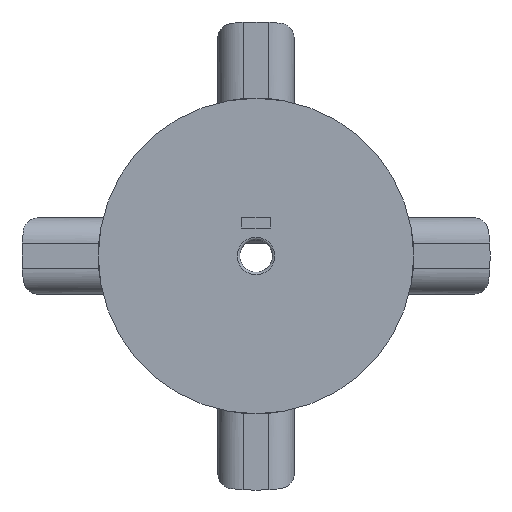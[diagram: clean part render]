
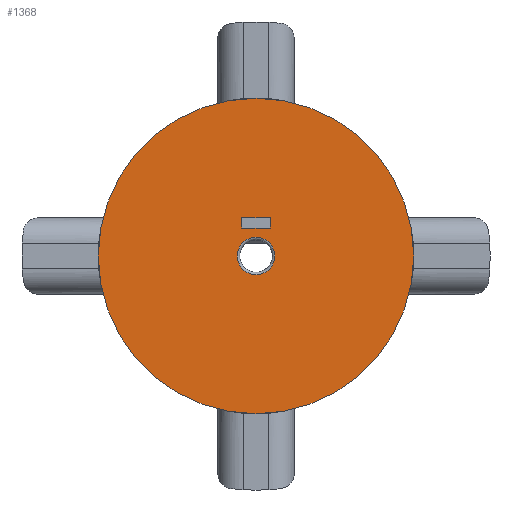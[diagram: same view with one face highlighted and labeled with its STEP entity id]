
A CAD part, front view. The second image highlights one B-rep face of the part: STEP entity #1368.
In plain terms, the highlighted planar face has unit normal (0, -1, 0).
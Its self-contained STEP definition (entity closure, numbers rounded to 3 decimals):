
#56=FACE_BOUND('',#466,.T.);
#57=FACE_BOUND('',#467,.T.);
#64=PLANE('',#1476);
#108=LINE('',#2026,#226);
#109=LINE('',#2028,#227);
#110=LINE('',#2030,#228);
#111=LINE('',#2031,#229);
#226=VECTOR('',#1633,10.);
#227=VECTOR('',#1634,10.);
#228=VECTOR('',#1635,10.);
#229=VECTOR('',#1636,10.);
#384=FACE_OUTER_BOUND('',#465,.T.);
#465=EDGE_LOOP('',(#967));
#466=EDGE_LOOP('',(#968,#969,#970,#971));
#467=EDGE_LOOP('',(#972));
#554=CIRCLE('',#1468,3.7);
#559=CIRCLE('',#1477,31.);
#608=VERTEX_POINT('',#2001);
#616=VERTEX_POINT('',#2022);
#617=VERTEX_POINT('',#2024);
#618=VERTEX_POINT('',#2025);
#619=VERTEX_POINT('',#2027);
#620=VERTEX_POINT('',#2029);
#746=EDGE_CURVE('',#608,#608,#554,.T.);
#756=EDGE_CURVE('',#616,#616,#559,.T.);
#757=EDGE_CURVE('',#617,#618,#108,.T.);
#758=EDGE_CURVE('',#618,#619,#109,.T.);
#759=EDGE_CURVE('',#619,#620,#110,.T.);
#760=EDGE_CURVE('',#620,#617,#111,.T.);
#967=ORIENTED_EDGE('',*,*,#756,.F.);
#968=ORIENTED_EDGE('',*,*,#757,.T.);
#969=ORIENTED_EDGE('',*,*,#758,.T.);
#970=ORIENTED_EDGE('',*,*,#759,.T.);
#971=ORIENTED_EDGE('',*,*,#760,.T.);
#972=ORIENTED_EDGE('',*,*,#746,.F.);
#1368=ADVANCED_FACE('',(#384,#56,#57),#64,.F.);
#1468=AXIS2_PLACEMENT_3D('',#2003,#1610,#1611);
#1476=AXIS2_PLACEMENT_3D('',#2021,#1629,#1630);
#1477=AXIS2_PLACEMENT_3D('',#2023,#1631,#1632);
#1610=DIRECTION('center_axis',(0.,-1.,0.));
#1611=DIRECTION('ref_axis',(0.624,0.,-0.781));
#1629=DIRECTION('center_axis',(0.,1.,0.));
#1630=DIRECTION('ref_axis',(-1.,0.,0.));
#1631=DIRECTION('center_axis',(0.,1.,0.));
#1632=DIRECTION('ref_axis',(-1.,0.,0.));
#1633=DIRECTION('',(0.,0.,1.));
#1634=DIRECTION('',(1.,0.,0.));
#1635=DIRECTION('',(0.,0.,-1.));
#1636=DIRECTION('',(-1.,0.,0.));
#2001=CARTESIAN_POINT('',(0.,9.,3.7));
#2003=CARTESIAN_POINT('Origin',(0.,9.,0.));
#2021=CARTESIAN_POINT('Origin',(0.,9.,0.));
#2022=CARTESIAN_POINT('',(31.,9.,0.));
#2023=CARTESIAN_POINT('Origin',(0.,9.,0.));
#2024=CARTESIAN_POINT('',(-2.8,9.,5.5));
#2025=CARTESIAN_POINT('',(-2.8,9.,7.5));
#2026=CARTESIAN_POINT('',(-2.8,9.,2.75));
#2027=CARTESIAN_POINT('',(2.8,9.,7.5));
#2028=CARTESIAN_POINT('',(0.,9.,7.5));
#2029=CARTESIAN_POINT('',(2.8,9.,5.5));
#2030=CARTESIAN_POINT('',(2.8,9.,2.75));
#2031=CARTESIAN_POINT('',(0.,9.,5.5));
